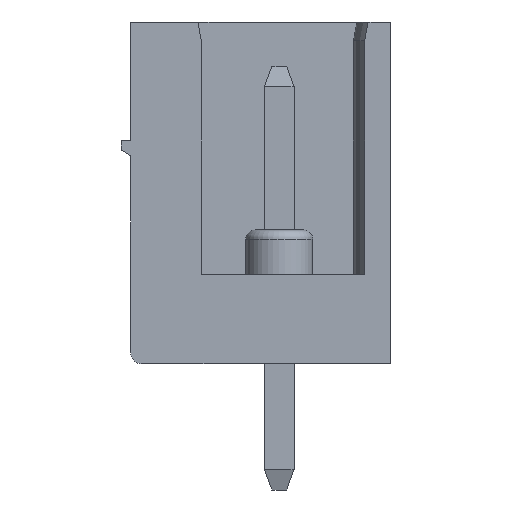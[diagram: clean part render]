
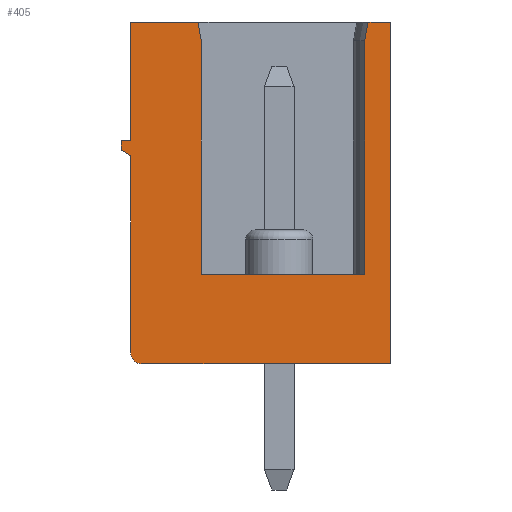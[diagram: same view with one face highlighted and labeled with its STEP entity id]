
A CAD part, left-side view. The second image highlights one B-rep face of the part: STEP entity #405.
In plain terms, the highlighted planar face has unit normal (-1, 0, 0).
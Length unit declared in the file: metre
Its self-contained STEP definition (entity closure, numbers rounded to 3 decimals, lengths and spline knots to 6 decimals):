
#405=ADVANCED_FACE('',(#1023),#1024,.F.);
#1023=FACE_OUTER_BOUND('',#1861,.T.);
#1024=PLANE('',#1862);
#1861=EDGE_LOOP('',(#3000,#3001,#3002,#3003,#3004,#3005,#3006,#3007,#3008,#3009,#3010,#3011,#3012,#3013,#3014));
#1862=AXIS2_PLACEMENT_3D('',#3015,#3016,#3017);
#3000=ORIENTED_EDGE('',*,*,#5204,.T.);
#3001=ORIENTED_EDGE('',*,*,#5205,.F.);
#3002=ORIENTED_EDGE('',*,*,#5206,.F.);
#3003=ORIENTED_EDGE('',*,*,#5207,.F.);
#3004=ORIENTED_EDGE('',*,*,#5152,.T.);
#3005=ORIENTED_EDGE('',*,*,#5059,.T.);
#3006=ORIENTED_EDGE('',*,*,#5020,.F.);
#3007=ORIENTED_EDGE('',*,*,#5188,.T.);
#3008=ORIENTED_EDGE('',*,*,#5110,.F.);
#3009=ORIENTED_EDGE('',*,*,#5208,.F.);
#3010=ORIENTED_EDGE('',*,*,#5209,.F.);
#3011=ORIENTED_EDGE('',*,*,#5210,.F.);
#3012=ORIENTED_EDGE('',*,*,#5211,.F.);
#3013=ORIENTED_EDGE('',*,*,#5212,.F.);
#3014=ORIENTED_EDGE('',*,*,#5213,.F.);
#3015=CARTESIAN_POINT('',(-1.086627,0.01086,0.000933));
#3016=DIRECTION('',(1.0,0.0,0.0));
#3017=DIRECTION('',(0.0,1.0,-0.0));
#5020=EDGE_CURVE('',#6003,#6005,#6006,.T.);
#5059=EDGE_CURVE('',#6072,#6005,#6073,.T.);
#5110=EDGE_CURVE('',#6146,#6148,#6149,.T.);
#5152=EDGE_CURVE('',#6206,#6072,#6207,.T.);
#5188=EDGE_CURVE('',#6003,#6148,#6253,.T.);
#5204=EDGE_CURVE('',#6270,#6271,#6272,.F.);
#5205=EDGE_CURVE('',#6273,#6271,#6274,.T.);
#5206=EDGE_CURVE('',#6275,#6273,#6276,.T.);
#5207=EDGE_CURVE('',#6206,#6275,#6277,.T.);
#5208=EDGE_CURVE('',#6278,#6146,#6279,.T.);
#5209=EDGE_CURVE('',#6280,#6278,#6281,.T.);
#5210=EDGE_CURVE('',#6282,#6280,#6283,.T.);
#5211=EDGE_CURVE('',#6284,#6282,#6285,.T.);
#5212=EDGE_CURVE('',#6286,#6284,#6287,.T.);
#5213=EDGE_CURVE('',#6270,#6286,#6288,.T.);
#6003=VERTEX_POINT('',#7428);
#6005=VERTEX_POINT('',#7431);
#6006=LINE('',#7432,#7433);
#6072=VERTEX_POINT('',#7529);
#6073=LINE('',#7530,#7531);
#6146=VERTEX_POINT('',#7640);
#6148=VERTEX_POINT('',#7643);
#6149=LINE('',#7644,#7645);
#6206=VERTEX_POINT('',#7729);
#6207=LINE('',#7730,#7731);
#6253=LINE('',#7802,#7803);
#6270=VERTEX_POINT('',#7827);
#6271=VERTEX_POINT('',#7828);
#6272=CIRCLE('',#7829,0.0003);
#6273=VERTEX_POINT('',#7830);
#6274=LINE('',#7831,#7832);
#6275=VERTEX_POINT('',#7833);
#6276=LINE('',#7834,#7835);
#6277=LINE('',#7836,#7837);
#6278=VERTEX_POINT('',#7838);
#6279=LINE('',#7839,#7840);
#6280=VERTEX_POINT('',#7841);
#6281=LINE('',#7842,#7843);
#6282=VERTEX_POINT('',#7844);
#6283=LINE('',#7845,#7846);
#6284=VERTEX_POINT('',#7847);
#6285=LINE('',#7848,#7849);
#6286=VERTEX_POINT('',#7850);
#6287=LINE('',#7851,#7852);
#6288=LINE('',#7853,#7854);
#7428=CARTESIAN_POINT('',(-1.086627,0.00896,-0.005867));
#7431=CARTESIAN_POINT('',(-1.086627,0.00456,-0.005867));
#7432=CARTESIAN_POINT('',(-1.086627,0.00386,-0.005867));
#7433=VECTOR('',#9467,1.0);
#7529=CARTESIAN_POINT('',(-1.086627,0.00456,0.000433));
#7530=CARTESIAN_POINT('',(-1.086627,0.00456,-0.005567));
#7531=VECTOR('',#9504,1.0);
#7640=CARTESIAN_POINT('',(-1.086627,0.009048,0.000933));
#7643=CARTESIAN_POINT('',(-1.086627,0.00896,0.000433));
#7644=CARTESIAN_POINT('',(-1.086627,0.009048,0.000933));
#7645=VECTOR('',#9545,1.0);
#7729=CARTESIAN_POINT('',(-1.086627,0.004471,0.000933));
#7730=CARTESIAN_POINT('',(-1.086627,0.005565,-0.005267));
#7731=VECTOR('',#9579,1.0);
#7802=CARTESIAN_POINT('',(-1.086627,0.00896,-0.005567));
#7803=VECTOR('',#9602,1.0);
#7827=CARTESIAN_POINT('',(-1.086627,0.01086,-0.007967));
#7828=CARTESIAN_POINT('',(-1.086627,0.01056,-0.008267));
#7829=AXIS2_PLACEMENT_3D('',#9613,#9614,#9615);
#7830=CARTESIAN_POINT('',(-1.086627,0.00386,-0.008267));
#7831=CARTESIAN_POINT('',(-1.086627,0.01056,-0.008267));
#7832=VECTOR('',#9616,1.0);
#7833=CARTESIAN_POINT('',(-1.086627,0.00386,0.000933));
#7834=CARTESIAN_POINT('',(-1.086627,0.00386,-0.008267));
#7835=VECTOR('',#9617,1.0);
#7836=CARTESIAN_POINT('',(-1.086627,0.00386,0.000933));
#7837=VECTOR('',#9618,1.0);
#7838=CARTESIAN_POINT('',(-1.086627,0.01086,0.000933));
#7839=CARTESIAN_POINT('',(-1.086627,0.00386,0.000933));
#7840=VECTOR('',#9619,1.0);
#7841=CARTESIAN_POINT('',(-1.086627,0.01086,-0.002267));
#7842=CARTESIAN_POINT('',(-1.086627,0.01086,0.000933));
#7843=VECTOR('',#9620,1.0);
#7844=CARTESIAN_POINT('',(-1.086627,0.01111,-0.002267));
#7845=CARTESIAN_POINT('',(-1.086627,0.01086,-0.002267));
#7846=VECTOR('',#9621,1.0);
#7847=CARTESIAN_POINT('',(-1.086627,0.01111,-0.002517));
#7848=CARTESIAN_POINT('',(-1.086627,0.01111,-0.002267));
#7849=VECTOR('',#9622,1.0);
#7850=CARTESIAN_POINT('',(-1.086627,0.01086,-0.002667));
#7851=CARTESIAN_POINT('',(-1.086627,0.01111,-0.002517));
#7852=VECTOR('',#9623,1.0);
#7853=CARTESIAN_POINT('',(-1.086627,0.01086,-0.002667));
#7854=VECTOR('',#9624,1.0);
#9467=DIRECTION('',(0.0,-1.0,0.));
#9504=DIRECTION('',(0.0,0.,-1.0));
#9545=DIRECTION('',(0.0,-0.174,-0.985));
#9579=DIRECTION('',(0.0,0.174,-0.985));
#9602=DIRECTION('',(0.0,0.,1.0));
#9613=CARTESIAN_POINT('',(-1.086627,0.01056,-0.007967));
#9614=DIRECTION('',(1.0,0.0,0.0));
#9615=DIRECTION('',(0.0,0.0,-1.0));
#9616=DIRECTION('',(0.0,1.0,0.));
#9617=DIRECTION('',(0.0,0.,-1.0));
#9618=DIRECTION('',(0.0,-1.0,0.));
#9619=DIRECTION('',(0.0,-1.0,0.));
#9620=DIRECTION('',(0.0,0.,1.0));
#9621=DIRECTION('',(0.0,-1.0,0.));
#9622=DIRECTION('',(0.0,0.,1.0));
#9623=DIRECTION('',(0.0,0.857,0.514));
#9624=DIRECTION('',(0.0,0.,1.0));
